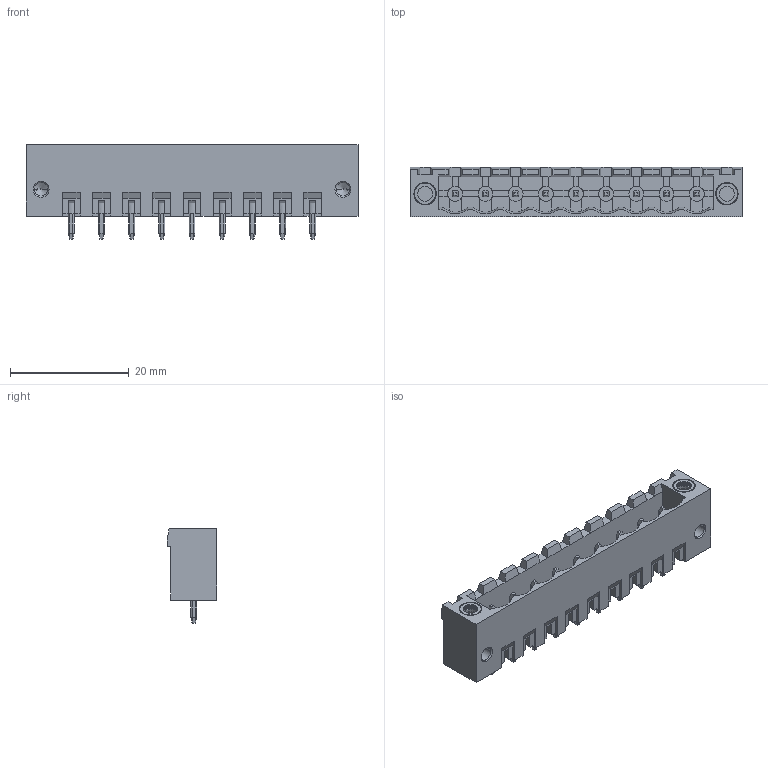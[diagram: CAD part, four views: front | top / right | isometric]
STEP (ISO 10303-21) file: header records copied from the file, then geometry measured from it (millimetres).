
FILE_DESCRIPTION( ('This file contains a STEP AP42 implementation' ,'as created by ZW3D STEP Interface translator.') ,'2;1' );
FILE_NAME( 'PM508-1S09ASM2.stp' ,'231128.153325', (''), ('ZWCAD Software Co.'), 'Version 1.0', 'ZW3D to STEP translator', '' );
FILE_SCHEMA(('AUTOMOTIVE_DESIGN { 1 0 10303 214 1 1 1 1 }'));
Length unit declared in the file: millimetre
Products named in the file (2): 0; PM508-1S09ASM2
Bounding box: 55.88 x 8.3 x 15.9 mm (x, y, z)
Surface area: 4640.3 mm2 (no closed solid volume)
Topology: 0 solids, 3 shells, 1053 faces, 3137 edges, 2012 vertices
Faces by surface type: plane 723, cylinder 242, bspline 59, cone 29
Full cylindrical faces by diameter (mm): 0.562 x1, 1.2 x1
Entity records: 38347 total; most frequent: CARTESIAN_POINT 9108, ORIENTED_EDGE 6190, DIRECTION 5508, EDGE_CURVE 3097, VECTOR 2162, LINE 2162, VERTEX_POINT 2012, AXIS2_PLACEMENT_3D 1673
